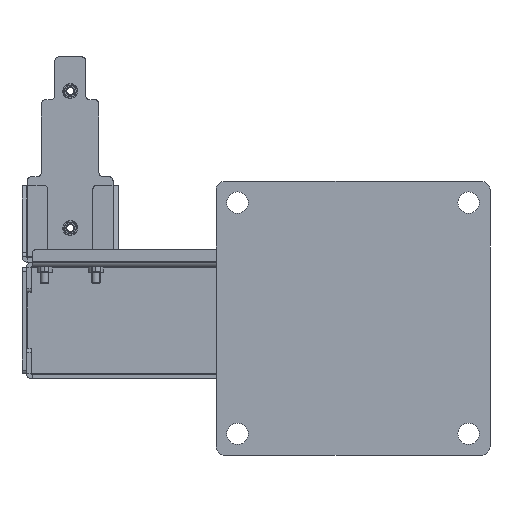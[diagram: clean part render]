
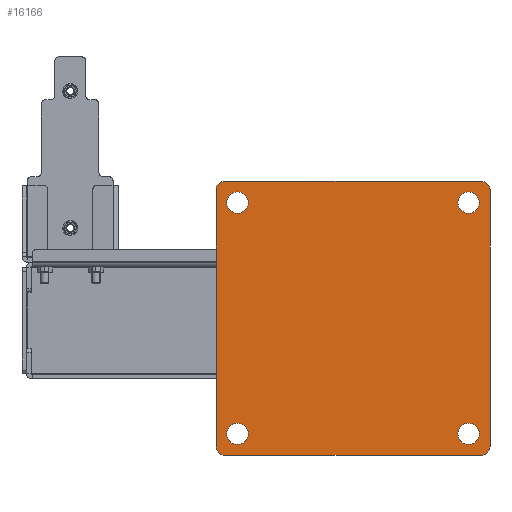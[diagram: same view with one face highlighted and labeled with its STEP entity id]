
A CAD part, front view. The second image highlights one B-rep face of the part: STEP entity #16166.
In plain terms, the highlighted face is planar.
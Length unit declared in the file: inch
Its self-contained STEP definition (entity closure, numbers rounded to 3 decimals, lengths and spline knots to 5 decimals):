
#78 = LINE ( 'NONE', #30239, #27663 ) ;
#366 = VERTEX_POINT ( 'NONE', #8004 ) ;
#1599 = DIRECTION ( 'NONE',  ( 0., 1., 0. ) ) ;
#1613 = EDGE_LOOP ( 'NONE', ( #27147, #11748, #5798, #19995, #15719, #1618, #28483, #32187 ) ) ;
#1618 = ORIENTED_EDGE ( 'NONE', *, *, #31614, .T. ) ;
#1775 = DIRECTION ( 'NONE',  ( 0., 0., 1. ) ) ;
#2405 = CARTESIAN_POINT ( 'NONE',  ( 5.5, 52.25, -5.25 ) ) ;
#2810 = CARTESIAN_POINT ( 'NONE',  ( 4.875, 52.25, 1.5625 ) ) ;
#3468 = DIRECTION ( 'NONE',  ( 0., 1., 0. ) ) ;
#3759 = DIRECTION ( 'NONE',  ( 0., 0., 1. ) ) ;
#3761 = CARTESIAN_POINT ( 'NONE',  ( -2.5, 52.25, -5.25 ) ) ;
#4132 = EDGE_CURVE ( 'NONE', #10832, #24726, #23210, .T. ) ;
#4180 = LINE ( 'NONE', #14227, #11004 ) ;
#4798 = EDGE_CURVE ( 'NONE', #14046, #21241, #8206, .T. ) ;
#4978 = AXIS2_PLACEMENT_3D ( 'NONE', #25717, #12478, #22709 ) ;
#5080 = EDGE_CURVE ( 'NONE', #7789, #26615, #29583, .T. ) ;
#5174 = EDGE_CURVE ( 'NONE', #32087, #28211, #30132, .T. ) ;
#5560 = ORIENTED_EDGE ( 'NONE', *, *, #26858, .F. ) ;
#5666 = FACE_BOUND ( 'NONE', #16903, .T. ) ;
#5762 = VECTOR ( 'NONE', #15216, 39.37008 ) ;
#5798 = ORIENTED_EDGE ( 'NONE', *, *, #13475, .T. ) ;
#5811 = CARTESIAN_POINT ( 'NONE',  ( 4.875, 52.25, 1.875 ) ) ;
#5846 = AXIS2_PLACEMENT_3D ( 'NONE', #14497, #25714, #20193 ) ;
#6010 = VECTOR ( 'NONE', #29822, 39.37008 ) ;
#6076 = CIRCLE ( 'NONE', #30692, 0.25 ) ;
#6117 = CARTESIAN_POINT ( 'NONE',  ( 5.25, 52.25, -5.5 ) ) ;
#6160 = FACE_BOUND ( 'NONE', #31902, .T. ) ;
#6206 = VERTEX_POINT ( 'NONE', #9307 ) ;
#6563 = AXIS2_PLACEMENT_3D ( 'NONE', #13636, #18687, #8611 ) ;
#7272 = AXIS2_PLACEMENT_3D ( 'NONE', #27031, #11311, #3759 ) ;
#7331 = EDGE_CURVE ( 'NONE', #18945, #11725, #8838, .T. ) ;
#7789 = VERTEX_POINT ( 'NONE', #8617 ) ;
#7873 = CARTESIAN_POINT ( 'NONE',  ( -2.25, 52.25, 2.25 ) ) ;
#8004 = CARTESIAN_POINT ( 'NONE',  ( 5.5, 52.25, 2.25 ) ) ;
#8029 = CIRCLE ( 'NONE', #13916, 0.3125 ) ;
#8040 = CARTESIAN_POINT ( 'NONE',  ( -2.5, 52.25, 2.25 ) ) ;
#8206 = CIRCLE ( 'NONE', #29099, 0.25 ) ;
#8572 = ORIENTED_EDGE ( 'NONE', *, *, #16139, .F. ) ;
#8611 = DIRECTION ( 'NONE',  ( 0., 0., 1. ) ) ;
#8617 = CARTESIAN_POINT ( 'NONE',  ( 4.875, 52.25, -4.5625 ) ) ;
#8665 = FACE_BOUND ( 'NONE', #31410, .T. ) ;
#8838 = CIRCLE ( 'NONE', #20615, 0.25 ) ;
#9152 = DIRECTION ( 'NONE',  ( 0., 1., 0. ) ) ;
#9307 = CARTESIAN_POINT ( 'NONE',  ( 5.25, 52.25, 2.5 ) ) ;
#9505 = VERTEX_POINT ( 'NONE', #6117 ) ;
#9641 = VERTEX_POINT ( 'NONE', #2405 ) ;
#9706 = EDGE_LOOP ( 'NONE', ( #23162, #8572 ) ) ;
#9848 = CARTESIAN_POINT ( 'NONE',  ( 4.875, 52.25, 2.1875 ) ) ;
#10015 = CARTESIAN_POINT ( 'NONE',  ( -2.25, 52.25, -5.25 ) ) ;
#10503 = AXIS2_PLACEMENT_3D ( 'NONE', #5811, #26062, #23565 ) ;
#10698 = CARTESIAN_POINT ( 'NONE',  ( 5.25, 52.25, 2.25 ) ) ;
#10832 = VERTEX_POINT ( 'NONE', #21530 ) ;
#11004 = VECTOR ( 'NONE', #12212, 39.37008 ) ;
#11311 = DIRECTION ( 'NONE',  ( 0., 1., 0. ) ) ;
#11725 = VERTEX_POINT ( 'NONE', #24458 ) ;
#11748 = ORIENTED_EDGE ( 'NONE', *, *, #15838, .T. ) ;
#11894 = EDGE_CURVE ( 'NONE', #9505, #14046, #19606, .T. ) ;
#12212 = DIRECTION ( 'NONE',  ( 0., 0., -1. ) ) ;
#12478 = DIRECTION ( 'NONE',  ( 0., 1., 0. ) ) ;
#12737 = AXIS2_PLACEMENT_3D ( 'NONE', #19365, #1599, #19026 ) ;
#12856 = ORIENTED_EDGE ( 'NONE', *, *, #5174, .F. ) ;
#13475 = EDGE_CURVE ( 'NONE', #9641, #9505, #6076, .T. ) ;
#13635 = DIRECTION ( 'NONE',  ( 0., 0., 1. ) ) ;
#13636 = CARTESIAN_POINT ( 'NONE',  ( -1.875, 52.25, -4.875 ) ) ;
#13653 = CARTESIAN_POINT ( 'NONE',  ( -1.875, 52.25, -4.5625 ) ) ;
#13800 = CIRCLE ( 'NONE', #12737, 0.3125 ) ;
#13807 = CARTESIAN_POINT ( 'NONE',  ( -1.875, 52.25, 1.875 ) ) ;
#13916 = AXIS2_PLACEMENT_3D ( 'NONE', #27566, #9152, #1775 ) ;
#13945 = VERTEX_POINT ( 'NONE', #9848 ) ;
#13962 = DIRECTION ( 'NONE',  ( 0., 1., 0. ) ) ;
#14046 = VERTEX_POINT ( 'NONE', #32661 ) ;
#14100 = CARTESIAN_POINT ( 'NONE',  ( -1.875, 52.25, 2.1875 ) ) ;
#14227 = CARTESIAN_POINT ( 'NONE',  ( 5.5, 52.25, -5.25 ) ) ;
#14497 = CARTESIAN_POINT ( 'NONE',  ( 5.25, 52.25, 2.25 ) ) ;
#14904 = CARTESIAN_POINT ( 'NONE',  ( -2.25, 52.25, -5.5 ) ) ;
#15040 = DIRECTION ( 'NONE',  ( 0., 0., 1. ) ) ;
#15153 = DIRECTION ( 'NONE',  ( 1., 0., 0. ) ) ;
#15196 = ORIENTED_EDGE ( 'NONE', *, *, #29025, .F. ) ;
#15216 = DIRECTION ( 'NONE',  ( 0., 0., 1. ) ) ;
#15368 = ORIENTED_EDGE ( 'NONE', *, *, #17824, .F. ) ;
#15431 = DIRECTION ( 'NONE',  ( 0., 1., 0. ) ) ;
#15719 = ORIENTED_EDGE ( 'NONE', *, *, #4798, .T. ) ;
#15721 = EDGE_CURVE ( 'NONE', #24726, #10832, #23852, .T. ) ;
#15838 = EDGE_CURVE ( 'NONE', #366, #9641, #4180, .T. ) ;
#16082 = DIRECTION ( 'NONE',  ( 0., 0., 1. ) ) ;
#16139 = EDGE_CURVE ( 'NONE', #26615, #7789, #16895, .T. ) ;
#16166 = ADVANCED_FACE ( 'NONE', ( #8665, #5666, #6160, #26262, #23922 ), #16384, .T. ) ;
#16223 = DIRECTION ( 'NONE',  ( 0., 1., 0. ) ) ;
#16384 = PLANE ( 'NONE',  #27546 ) ;
#16560 = CIRCLE ( 'NONE', #5846, 0.25 ) ;
#16770 = AXIS2_PLACEMENT_3D ( 'NONE', #13807, #13962, #13635 ) ;
#16895 = CIRCLE ( 'NONE', #21172, 0.3125 ) ;
#16903 = EDGE_LOOP ( 'NONE', ( #12856, #5560 ) ) ;
#17167 = ORIENTED_EDGE ( 'NONE', *, *, #4132, .F. ) ;
#17824 = EDGE_CURVE ( 'NONE', #29627, #13945, #24930, .T. ) ;
#18687 = DIRECTION ( 'NONE',  ( 0., 1., 0. ) ) ;
#18945 = VERTEX_POINT ( 'NONE', #8040 ) ;
#19026 = DIRECTION ( 'NONE',  ( 0., 0., 1. ) ) ;
#19365 = CARTESIAN_POINT ( 'NONE',  ( -1.875, 52.25, -4.875 ) ) ;
#19606 = LINE ( 'NONE', #14904, #6010 ) ;
#19995 = ORIENTED_EDGE ( 'NONE', *, *, #11894, .T. ) ;
#20193 = DIRECTION ( 'NONE',  ( 0., 0., 1. ) ) ;
#20247 = DIRECTION ( 'NONE',  ( 0., 1., 0. ) ) ;
#20615 = AXIS2_PLACEMENT_3D ( 'NONE', #7873, #31316, #16082 ) ;
#21073 = DIRECTION ( 'NONE',  ( 0., 0., 1. ) ) ;
#21172 = AXIS2_PLACEMENT_3D ( 'NONE', #29115, #16223, #21073 ) ;
#21241 = VERTEX_POINT ( 'NONE', #3761 ) ;
#21530 = CARTESIAN_POINT ( 'NONE',  ( -1.875, 52.25, 1.5625 ) ) ;
#22709 = DIRECTION ( 'NONE',  ( 0., 0., 1. ) ) ;
#22969 = EDGE_CURVE ( 'NONE', #11725, #6206, #78, .T. ) ;
#22979 = CARTESIAN_POINT ( 'NONE',  ( 5.25, 52.25, -5.25 ) ) ;
#23162 = ORIENTED_EDGE ( 'NONE', *, *, #5080, .F. ) ;
#23210 = CIRCLE ( 'NONE', #16770, 0.3125 ) ;
#23565 = DIRECTION ( 'NONE',  ( 0., 0., 1. ) ) ;
#23852 = CIRCLE ( 'NONE', #7272, 0.3125 ) ;
#23922 = FACE_OUTER_BOUND ( 'NONE', #1613, .T. ) ;
#24458 = CARTESIAN_POINT ( 'NONE',  ( -2.25, 52.25, 2.5 ) ) ;
#24726 = VERTEX_POINT ( 'NONE', #14100 ) ;
#24804 = ORIENTED_EDGE ( 'NONE', *, *, #15721, .F. ) ;
#24930 = CIRCLE ( 'NONE', #10503, 0.3125 ) ;
#25072 = CARTESIAN_POINT ( 'NONE',  ( 4.875, 52.25, -5.1875 ) ) ;
#25475 = DIRECTION ( 'NONE',  ( 0., 0., 1. ) ) ;
#25714 = DIRECTION ( 'NONE',  ( 0., 1., 0. ) ) ;
#25717 = CARTESIAN_POINT ( 'NONE',  ( 4.875, 52.25, -4.875 ) ) ;
#26062 = DIRECTION ( 'NONE',  ( 0., 1., 0. ) ) ;
#26262 = FACE_BOUND ( 'NONE', #9706, .T. ) ;
#26615 = VERTEX_POINT ( 'NONE', #25072 ) ;
#26858 = EDGE_CURVE ( 'NONE', #28211, #32087, #13800, .T. ) ;
#27031 = CARTESIAN_POINT ( 'NONE',  ( -1.875, 52.25, 1.875 ) ) ;
#27147 = ORIENTED_EDGE ( 'NONE', *, *, #28280, .T. ) ;
#27546 = AXIS2_PLACEMENT_3D ( 'NONE', #10698, #3468, #28787 ) ;
#27566 = CARTESIAN_POINT ( 'NONE',  ( 4.875, 52.25, 1.875 ) ) ;
#27663 = VECTOR ( 'NONE', #15153, 39.37008 ) ;
#28211 = VERTEX_POINT ( 'NONE', #29746 ) ;
#28280 = EDGE_CURVE ( 'NONE', #6206, #366, #16560, .T. ) ;
#28449 = LINE ( 'NONE', #30480, #5762 ) ;
#28483 = ORIENTED_EDGE ( 'NONE', *, *, #7331, .T. ) ;
#28787 = DIRECTION ( 'NONE',  ( 0., 0., 1. ) ) ;
#29025 = EDGE_CURVE ( 'NONE', #13945, #29627, #8029, .T. ) ;
#29099 = AXIS2_PLACEMENT_3D ( 'NONE', #10015, #20247, #15040 ) ;
#29115 = CARTESIAN_POINT ( 'NONE',  ( 4.875, 52.25, -4.875 ) ) ;
#29583 = CIRCLE ( 'NONE', #4978, 0.3125 ) ;
#29627 = VERTEX_POINT ( 'NONE', #2810 ) ;
#29746 = CARTESIAN_POINT ( 'NONE',  ( -1.875, 52.25, -5.1875 ) ) ;
#29822 = DIRECTION ( 'NONE',  ( -1., 0., 0. ) ) ;
#30132 = CIRCLE ( 'NONE', #6563, 0.3125 ) ;
#30239 = CARTESIAN_POINT ( 'NONE',  ( -2.25, 52.25, 2.5 ) ) ;
#30480 = CARTESIAN_POINT ( 'NONE',  ( -2.5, 52.25, -5.25 ) ) ;
#30692 = AXIS2_PLACEMENT_3D ( 'NONE', #22979, #15431, #25475 ) ;
#31316 = DIRECTION ( 'NONE',  ( 0., 1., 0. ) ) ;
#31410 = EDGE_LOOP ( 'NONE', ( #15196, #15368 ) ) ;
#31614 = EDGE_CURVE ( 'NONE', #21241, #18945, #28449, .T. ) ;
#31902 = EDGE_LOOP ( 'NONE', ( #24804, #17167 ) ) ;
#32087 = VERTEX_POINT ( 'NONE', #13653 ) ;
#32187 = ORIENTED_EDGE ( 'NONE', *, *, #22969, .T. ) ;
#32661 = CARTESIAN_POINT ( 'NONE',  ( -2.25, 52.25, -5.5 ) ) ;
